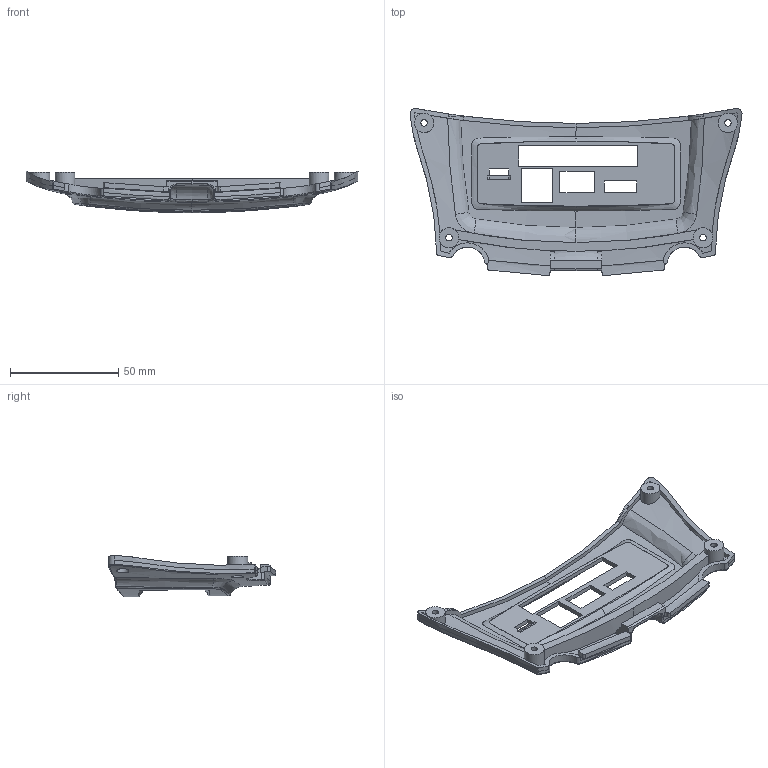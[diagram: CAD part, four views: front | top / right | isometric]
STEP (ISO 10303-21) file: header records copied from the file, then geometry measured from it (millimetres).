
FILE_DESCRIPTION(/* description */ (''),/* implementation_level */ '2;1');
FILE_NAME(/* name */ 'NUC 7th Gen Back Plate V2.0.step',/* time_stamp */ '2017-06-25T10:12:06+10:00',/* author */ (''),/* organization */ (''),/* preprocessor_version */ 'ST-DEVELOPER v16.13',/* originating_system */ 'Autodesk Translation Framework v6.1.1.50',/* authorisation */ '');
FILE_SCHEMA (('AUTOMOTIVE_DESIGN { 1 0 10303 214 3 1 1 }'));
Length unit declared in the file: millimetre
Products named in the file (2): Shelf Top v13; Body Back Top Cover Plate v10 (1)
Assembly tree (1 placements, depth 2):
  Shelf Top v13
    Body Back Top Cover Plate v10 (1)
Bounding box: 153.61 x 77.33 x 19.23 mm (x, y, z)
Volume: 23929.3 mm3; surface area: 24698.5 mm2
Topology: 1 solids, 1 shells, 265 faces, 728 edges, 466 vertices
Faces by surface type: bspline 162, cylinder 51, plane 48, torus 2, sphere 2
Full cylindrical faces by diameter (mm): 3 x4, 5.6 x4, 8.9 x2, 9.2 x2
Entity records: 25800 total; most frequent: CARTESIAN_POINT 20031, ORIENTED_EDGE 1416, DIRECTION 849, EDGE_CURVE 708, VERTEX_POINT 460, AXIS2_PLACEMENT_3D 327, EDGE_LOOP 298, B_SPLINE_CURVE_WITH_KNOTS 292
